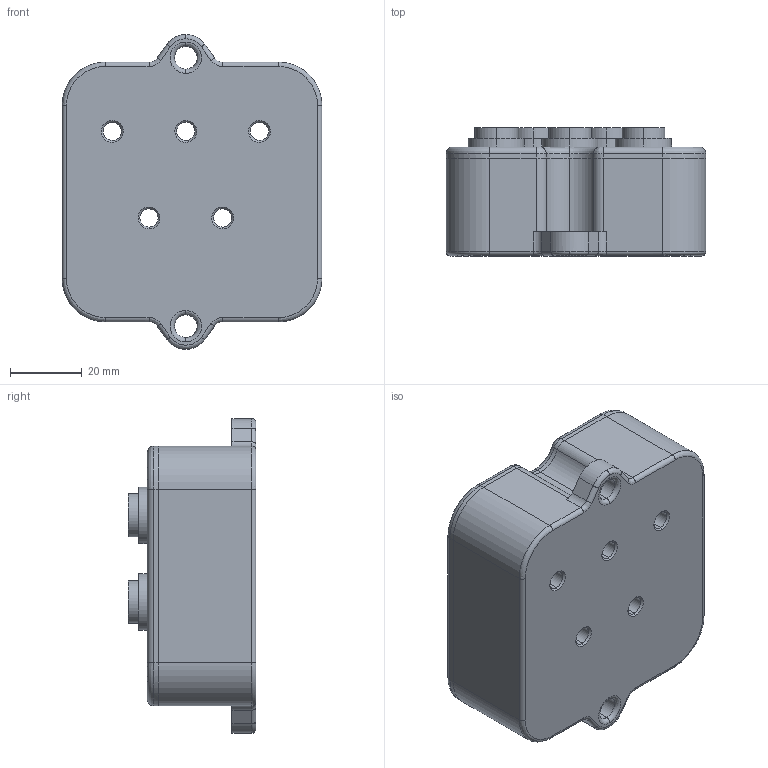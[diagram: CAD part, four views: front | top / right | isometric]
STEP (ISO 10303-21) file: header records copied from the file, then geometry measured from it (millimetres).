
FILE_DESCRIPTION(('FreeCAD Model'),'2;1');
FILE_NAME('Open CASCADE Shape Model','2025-04-30T05:52:47',('FreeCAD'),( 'FreeCAD'),'Open CASCADE STEP processor 7.6','FreeCAD','Unknown');
FILE_SCHEMA(('AUTOMOTIVE_DESIGN { 1 0 10303 214 1 1 1 1 }'));
Length unit declared in the file: millimetre
Products named in the file (1): Open CASCADE STEP translator 7.6 1
Bounding box: 72.37 x 35.64 x 87.75 mm (x, y, z)
Volume: 75164 mm3; surface area: 42937 mm2
Topology: 4 solids, 4 shells, 458 faces, 1176 edges, 767 vertices
Faces by surface type: bspline 458
Entity records: 18452 total; most frequent: CARTESIAN_POINT 11405, ORIENTED_EDGE 2352, EDGE_CURVE 1176, B_SPLINE_CURVE_WITH_KNOTS 909, VERTEX_POINT 767, FACE_BOUND 525, EDGE_LOOP 525, ADVANCED_FACE 458
